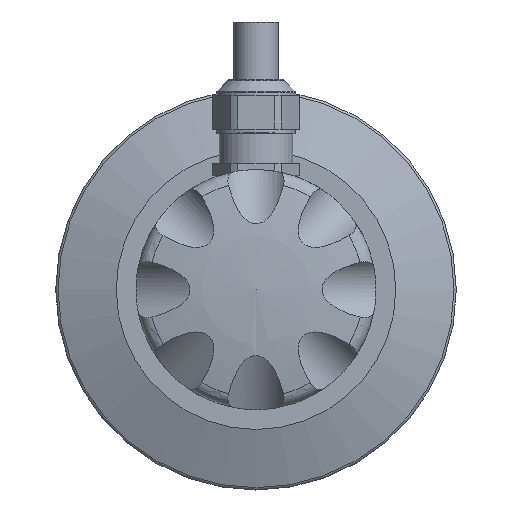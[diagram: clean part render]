
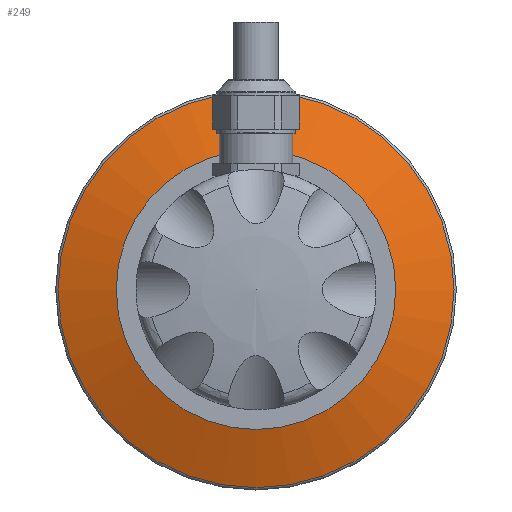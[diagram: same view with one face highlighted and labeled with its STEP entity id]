
A CAD part, front view. The second image highlights one B-rep face of the part: STEP entity #249.
In plain terms, the highlighted conical face has half-angle 70 degrees and reference radius 45.5 mm.
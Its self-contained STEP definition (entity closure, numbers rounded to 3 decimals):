
#249 = ADVANCED_FACE( '', ( #532, #533 ), #534, .T. );
#532 = FACE_OUTER_BOUND( '', #825, .T. );
#533 = FACE_BOUND( '', #826, .T. );
#534 = CONICAL_SURFACE( '', #827, 45.5, 1.222 );
#825 = EDGE_LOOP( '', ( #1444 ) );
#826 = EDGE_LOOP( '', ( #1445 ) );
#827 = AXIS2_PLACEMENT_3D( '', #1446, #1447, #1448 );
#1444 = ORIENTED_EDGE( '', *, *, #1768, .T. );
#1445 = ORIENTED_EDGE( '', *, *, #1739, .F. );
#1446 = CARTESIAN_POINT( '', ( 0., -4., 0. ) );
#1447 = DIRECTION( '', ( 0., 1., 0. ) );
#1448 = DIRECTION( '', ( 1., 0., 0. ) );
#1739 = EDGE_CURVE( '', #2104, #2104, #2105, .T. );
#1768 = EDGE_CURVE( '', #2137, #2137, #2138, .T. );
#2104 = VERTEX_POINT( '', #3245 );
#2105 = CIRCLE( '', #3246, 31.75 );
#2137 = VERTEX_POINT( '', #3310 );
#2138 = CIRCLE( '', #3311, 44.974 );
#3245 = CARTESIAN_POINT( '', ( -31.75, -9.005, 0. ) );
#3246 = AXIS2_PLACEMENT_3D( '', #3569, #3570, #3571 );
#3310 = CARTESIAN_POINT( '', ( -44.974, -4.192, 0. ) );
#3311 = AXIS2_PLACEMENT_3D( '', #3592, #3593, #3594 );
#3569 = CARTESIAN_POINT( '', ( 0., -9.005, 0. ) );
#3570 = DIRECTION( '', ( 0., -1., 0. ) );
#3571 = DIRECTION( '', ( -1., 0., 0. ) );
#3592 = CARTESIAN_POINT( '', ( 0., -4.192, 0. ) );
#3593 = DIRECTION( '', ( 0., -1., 0. ) );
#3594 = DIRECTION( '', ( -1., 0., 0. ) );
